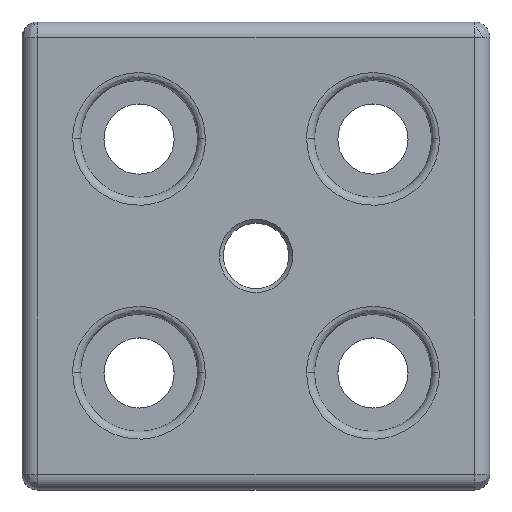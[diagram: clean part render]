
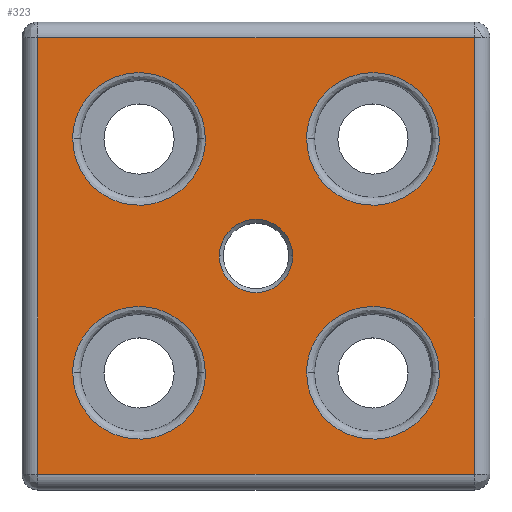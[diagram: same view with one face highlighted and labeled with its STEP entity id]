
A CAD part, top view. The second image highlights one B-rep face of the part: STEP entity #323.
In plain terms, the highlighted planar face has unit normal (0, 0, 1).
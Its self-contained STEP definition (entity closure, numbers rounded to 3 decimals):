
#323=ADVANCED_FACE('NONE',(#775,#776,#777,#778,#779,#780),#781,.F.);
#775=FACE_OUTER_BOUND('',#1767,.T.);
#776=FACE_BOUND('',#1768,.T.);
#777=FACE_BOUND('',#1769,.T.);
#778=FACE_BOUND('',#1770,.T.);
#779=FACE_BOUND('',#1771,.T.);
#780=FACE_BOUND('',#1772,.T.);
#781=PLANE('',#1773);
#1767=EDGE_LOOP('',(#3542,#3543,#3544,#3545));
#1768=EDGE_LOOP('',(#3546,#3547));
#1769=EDGE_LOOP('',(#3548,#3549));
#1770=EDGE_LOOP('',(#3550,#3551));
#1771=EDGE_LOOP('',(#3552,#3553));
#1772=EDGE_LOOP('',(#3554,#3555));
#1773=AXIS2_PLACEMENT_3D('',#3556,#3557,#3558);
#3542=ORIENTED_EDGE('',*,*,#4915,.F.);
#3543=ORIENTED_EDGE('',*,*,#4916,.F.);
#3544=ORIENTED_EDGE('',*,*,#4917,.F.);
#3545=ORIENTED_EDGE('',*,*,#4918,.F.);
#3546=ORIENTED_EDGE('',*,*,#4919,.F.);
#3547=ORIENTED_EDGE('',*,*,#4812,.F.);
#3548=ORIENTED_EDGE('',*,*,#4721,.F.);
#3549=ORIENTED_EDGE('',*,*,#4920,.F.);
#3550=ORIENTED_EDGE('',*,*,#4726,.F.);
#3551=ORIENTED_EDGE('',*,*,#4921,.F.);
#3552=ORIENTED_EDGE('',*,*,#4731,.F.);
#3553=ORIENTED_EDGE('',*,*,#4922,.F.);
#3554=ORIENTED_EDGE('',*,*,#4736,.F.);
#3555=ORIENTED_EDGE('',*,*,#4923,.F.);
#3556=CARTESIAN_POINT('',(30.0,30.0,12.0));
#3557=DIRECTION('',(0.0,0.0,-1.0));
#3558=DIRECTION('',(0.0,-1.0,0.0));
#4721=EDGE_CURVE('NONE',#5423,#5424,#5425,.T.);
#4726=EDGE_CURVE('NONE',#5432,#5433,#5434,.T.);
#4731=EDGE_CURVE('NONE',#5441,#5442,#5443,.T.);
#4736=EDGE_CURVE('NONE',#5450,#5451,#5452,.T.);
#4812=EDGE_CURVE('NONE',#5580,#5582,#5583,.T.);
#4915=EDGE_CURVE('NONE',#5750,#5751,#5752,.T.);
#4916=EDGE_CURVE('NONE',#5471,#5750,#5753,.T.);
#4917=EDGE_CURVE('NONE',#5754,#5471,#5755,.T.);
#4918=EDGE_CURVE('NONE',#5751,#5754,#5756,.T.);
#4919=EDGE_CURVE('NONE',#5582,#5580,#5757,.T.);
#4920=EDGE_CURVE('NONE',#5424,#5423,#5758,.T.);
#4921=EDGE_CURVE('NONE',#5433,#5432,#5759,.T.);
#4922=EDGE_CURVE('NONE',#5442,#5441,#5760,.T.);
#4923=EDGE_CURVE('NONE',#5451,#5450,#5761,.T.);
#5423=VERTEX_POINT('NONE',#6378);
#5424=VERTEX_POINT('NONE',#6379);
#5425=(B_SPLINE_CURVE(3,(#6381,#6382,#6383,#6384),.UNSPECIFIED.,.F.,.F.)B_SPLINE_CURVE_WITH_KNOTS((4,4),(0.0,1.0),.UNSPECIFIED.)RATIONAL_B_SPLINE_CURVE((1.0,0.333,0.333,1.0))BOUNDED_CURVE()REPRESENTATION_ITEM('')GEOMETRIC_REPRESENTATION_ITEM()CURVE());
#5432=VERTEX_POINT('NONE',#6397);
#5433=VERTEX_POINT('NONE',#6398);
#5434=(B_SPLINE_CURVE(3,(#6400,#6401,#6402,#6403),.UNSPECIFIED.,.F.,.F.)B_SPLINE_CURVE_WITH_KNOTS((4,4),(0.0,1.0),.UNSPECIFIED.)RATIONAL_B_SPLINE_CURVE((1.0,0.333,0.333,1.0))BOUNDED_CURVE()REPRESENTATION_ITEM('')GEOMETRIC_REPRESENTATION_ITEM()CURVE());
#5441=VERTEX_POINT('NONE',#6416);
#5442=VERTEX_POINT('NONE',#6417);
#5443=(B_SPLINE_CURVE(3,(#6419,#6420,#6421,#6422),.UNSPECIFIED.,.F.,.F.)B_SPLINE_CURVE_WITH_KNOTS((4,4),(0.0,1.0),.UNSPECIFIED.)RATIONAL_B_SPLINE_CURVE((1.0,0.333,0.333,1.0))BOUNDED_CURVE()REPRESENTATION_ITEM('')GEOMETRIC_REPRESENTATION_ITEM()CURVE());
#5450=VERTEX_POINT('NONE',#6435);
#5451=VERTEX_POINT('NONE',#6436);
#5452=(B_SPLINE_CURVE(3,(#6438,#6439,#6440,#6441),.UNSPECIFIED.,.F.,.F.)B_SPLINE_CURVE_WITH_KNOTS((4,4),(0.0,1.0),.UNSPECIFIED.)RATIONAL_B_SPLINE_CURVE((1.0,0.333,0.333,1.0))BOUNDED_CURVE()REPRESENTATION_ITEM('')GEOMETRIC_REPRESENTATION_ITEM()CURVE());
#5471=VERTEX_POINT('NONE',#6466);
#5580=VERTEX_POINT('NONE',#6656);
#5582=VERTEX_POINT('NONE',#6659);
#5583=CIRCLE('',#6660,4.7);
#5750=VERTEX_POINT('NONE',#6868);
#5751=VERTEX_POINT('NONE',#6869);
#5752=LINE('',#6870,#6871);
#5753=LINE('',#6872,#6873);
#5754=VERTEX_POINT('NONE',#6874);
#5755=LINE('',#6875,#6876);
#5756=LINE('',#6877,#6878);
#5757=CIRCLE('',#6879,4.7);
#5758=(B_SPLINE_CURVE(3,(#6881,#6882,#6883,#6884),.UNSPECIFIED.,.F.,.F.)B_SPLINE_CURVE_WITH_KNOTS((4,4),(0.0,1.0),.UNSPECIFIED.)RATIONAL_B_SPLINE_CURVE((1.0,0.333,0.333,1.0))BOUNDED_CURVE()REPRESENTATION_ITEM('')GEOMETRIC_REPRESENTATION_ITEM()CURVE());
#5759=(B_SPLINE_CURVE(3,(#6892,#6893,#6894,#6895),.UNSPECIFIED.,.F.,.F.)B_SPLINE_CURVE_WITH_KNOTS((4,4),(0.0,1.0),.UNSPECIFIED.)RATIONAL_B_SPLINE_CURVE((1.0,0.333,0.333,1.0))BOUNDED_CURVE()REPRESENTATION_ITEM('')GEOMETRIC_REPRESENTATION_ITEM()CURVE());
#5760=(B_SPLINE_CURVE(3,(#6903,#6904,#6905,#6906),.UNSPECIFIED.,.F.,.F.)B_SPLINE_CURVE_WITH_KNOTS((4,4),(0.0,1.0),.UNSPECIFIED.)RATIONAL_B_SPLINE_CURVE((1.0,0.333,0.333,1.0))BOUNDED_CURVE()REPRESENTATION_ITEM('')GEOMETRIC_REPRESENTATION_ITEM()CURVE());
#5761=(B_SPLINE_CURVE(3,(#6914,#6915,#6916,#6917),.UNSPECIFIED.,.F.,.F.)B_SPLINE_CURVE_WITH_KNOTS((4,4),(0.0,1.0),.UNSPECIFIED.)RATIONAL_B_SPLINE_CURVE((1.0,0.333,0.333,1.0))BOUNDED_CURVE()REPRESENTATION_ITEM('')GEOMETRIC_REPRESENTATION_ITEM()CURVE());
#6378=CARTESIAN_POINT('',(-23.5,-15.0,12.0));
#6379=CARTESIAN_POINT('',(-6.5,-15.0,12.0));
#6381=CARTESIAN_POINT('',(-23.5,-15.0,12.0));
#6382=CARTESIAN_POINT('',(-23.5,-32.0,12.0));
#6383=CARTESIAN_POINT('',(-6.5,-32.0,12.0));
#6384=CARTESIAN_POINT('',(-6.5,-15.0,12.0));
#6397=CARTESIAN_POINT('',(6.5,-15.0,12.0));
#6398=CARTESIAN_POINT('',(23.5,-15.0,12.0));
#6400=CARTESIAN_POINT('',(6.5,-15.0,12.0));
#6401=CARTESIAN_POINT('',(6.5,-32.0,12.0));
#6402=CARTESIAN_POINT('',(23.5,-32.0,12.0));
#6403=CARTESIAN_POINT('',(23.5,-15.0,12.0));
#6416=CARTESIAN_POINT('',(6.5,15.0,12.0));
#6417=CARTESIAN_POINT('',(23.5,15.0,12.0));
#6419=CARTESIAN_POINT('',(6.5,15.0,12.0));
#6420=CARTESIAN_POINT('',(6.5,-2.0,12.0));
#6421=CARTESIAN_POINT('',(23.5,-2.0,12.0));
#6422=CARTESIAN_POINT('',(23.5,15.0,12.0));
#6435=CARTESIAN_POINT('',(-23.5,15.0,12.0));
#6436=CARTESIAN_POINT('',(-6.5,15.0,12.0));
#6438=CARTESIAN_POINT('',(-23.5,15.0,12.0));
#6439=CARTESIAN_POINT('',(-23.5,-2.0,12.0));
#6440=CARTESIAN_POINT('',(-6.5,-2.0,12.0));
#6441=CARTESIAN_POINT('',(-6.5,15.0,12.0));
#6466=CARTESIAN_POINT('',(-28.0,28.0,12.0));
#6656=CARTESIAN_POINT('',(-4.7,0.,12.));
#6659=CARTESIAN_POINT('',(4.7,0.0,12.));
#6660=AXIS2_PLACEMENT_3D('',#8387,#8388,#8389);
#6868=CARTESIAN_POINT('',(28.0,28.0,12.0));
#6869=CARTESIAN_POINT('',(28.0,-28.0,12.0));
#6870=CARTESIAN_POINT('',(28.0,30.0,12.0));
#6871=VECTOR('',#8545,1000.0);
#6872=CARTESIAN_POINT('',(30.0,28.0,12.0));
#6873=VECTOR('',#8546,1000.0);
#6874=CARTESIAN_POINT('',(-28.0,-28.0,12.0));
#6875=CARTESIAN_POINT('',(-28.0,30.0,12.0));
#6876=VECTOR('',#8547,1000.0);
#6877=CARTESIAN_POINT('',(30.0,-28.0,12.0));
#6878=VECTOR('',#8548,1000.0);
#6879=AXIS2_PLACEMENT_3D('',#8549,#8550,#8551);
#6881=CARTESIAN_POINT('',(-6.5,-15.0,12.0));
#6882=CARTESIAN_POINT('',(-6.5,2.0,12.0));
#6883=CARTESIAN_POINT('',(-23.5,2.0,12.0));
#6884=CARTESIAN_POINT('',(-23.5,-15.0,12.0));
#6892=CARTESIAN_POINT('',(23.5,-15.0,12.0));
#6893=CARTESIAN_POINT('',(23.5,2.0,12.0));
#6894=CARTESIAN_POINT('',(6.5,2.,12.0));
#6895=CARTESIAN_POINT('',(6.5,-15.0,12.0));
#6903=CARTESIAN_POINT('',(23.5,15.0,12.0));
#6904=CARTESIAN_POINT('',(23.5,32.0,12.0));
#6905=CARTESIAN_POINT('',(6.5,32.0,12.0));
#6906=CARTESIAN_POINT('',(6.5,15.0,12.0));
#6914=CARTESIAN_POINT('',(-6.5,15.0,12.0));
#6915=CARTESIAN_POINT('',(-6.5,32.0,12.0));
#6916=CARTESIAN_POINT('',(-23.5,32.0,12.0));
#6917=CARTESIAN_POINT('',(-23.5,15.0,12.0));
#8387=CARTESIAN_POINT('',(0.0,0.0,12.));
#8388=DIRECTION('',(0.0,-0.0,1.0));
#8389=DIRECTION('',(1.0,0.0,0.0));
#8545=DIRECTION('',(-0.0,-1.0,-0.0));
#8546=DIRECTION('',(1.0,-0.0,0.0));
#8547=DIRECTION('',(0.0,1.0,0.0));
#8548=DIRECTION('',(-1.0,0.0,-0.0));
#8549=CARTESIAN_POINT('',(0.0,0.0,12.));
#8550=DIRECTION('',(0.0,-0.0,1.0));
#8551=DIRECTION('',(1.0,0.0,0.0));
